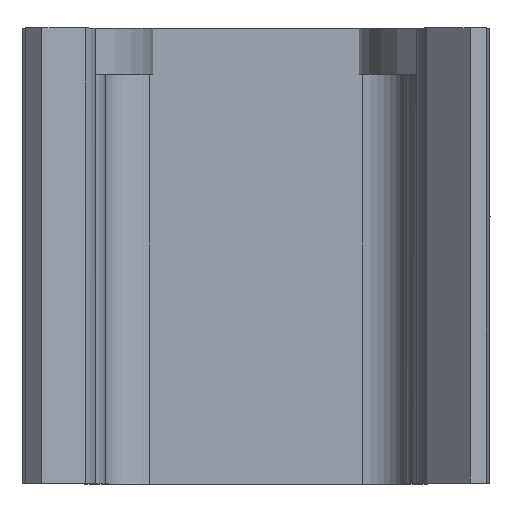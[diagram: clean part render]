
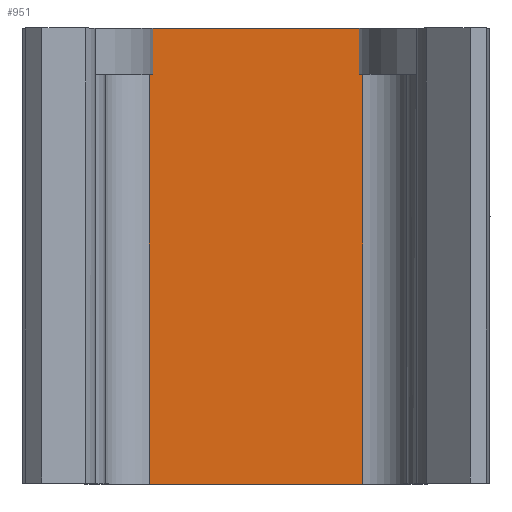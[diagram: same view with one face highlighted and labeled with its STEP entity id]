
A CAD part, top view. The second image highlights one B-rep face of the part: STEP entity #951.
In plain terms, the highlighted planar face has unit normal (0, 0, 1).
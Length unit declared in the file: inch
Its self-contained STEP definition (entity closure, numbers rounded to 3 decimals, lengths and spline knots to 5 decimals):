
#94=PLANE('',#1036);
#128=FACE_OUTER_BOUND('',#185,.T.);
#185=EDGE_LOOP('',(#729,#730,#731,#732));
#224=LINE('',#1306,#297);
#248=LINE('',#1508,#321);
#261=LINE('',#1614,#334);
#262=LINE('',#1615,#335);
#297=VECTOR('',#1088,0.3937);
#321=VECTOR('',#1144,0.3937);
#334=VECTOR('',#1177,0.3937);
#335=VECTOR('',#1178,0.3937);
#398=VERTEX_POINT('',#1302);
#400=VERTEX_POINT('',#1305);
#426=VERTEX_POINT('',#1507);
#445=VERTEX_POINT('',#1613);
#493=EDGE_CURVE('',#398,#400,#224,.T.);
#532=EDGE_CURVE('',#426,#400,#248,.T.);
#556=EDGE_CURVE('',#398,#445,#261,.T.);
#557=EDGE_CURVE('',#445,#426,#262,.T.);
#729=ORIENTED_EDGE('',*,*,#556,.T.);
#730=ORIENTED_EDGE('',*,*,#557,.T.);
#731=ORIENTED_EDGE('',*,*,#532,.T.);
#732=ORIENTED_EDGE('',*,*,#493,.F.);
#951=ADVANCED_FACE('',(#128),#94,.T.);
#1036=AXIS2_PLACEMENT_3D('',#1612,#1175,#1176);
#1088=DIRECTION('',(0.,1.,0.));
#1144=DIRECTION('',(-1.,0.,0.));
#1175=DIRECTION('center_axis',(0.,0.,1.));
#1176=DIRECTION('ref_axis',(1.,0.,0.));
#1177=DIRECTION('',(1.,0.,0.));
#1178=DIRECTION('',(0.,1.,0.));
#1302=CARTESIAN_POINT('',(-0.48309,0.,0.13867));
#1305=CARTESIAN_POINT('',(-0.48309,0.197,0.13867));
#1306=CARTESIAN_POINT('',(-0.48309,0.,0.13867));
#1507=CARTESIAN_POINT('',(-0.39076,0.197,0.13867));
#1508=CARTESIAN_POINT('',(-0.43092,0.197,0.13867));
#1612=CARTESIAN_POINT('Origin',(-0.47109,0.,0.13867));
#1613=CARTESIAN_POINT('',(-0.39076,0.,0.13867));
#1614=CARTESIAN_POINT('',(-0.47109,0.,0.13867));
#1615=CARTESIAN_POINT('',(-0.39076,0.,0.13867));
